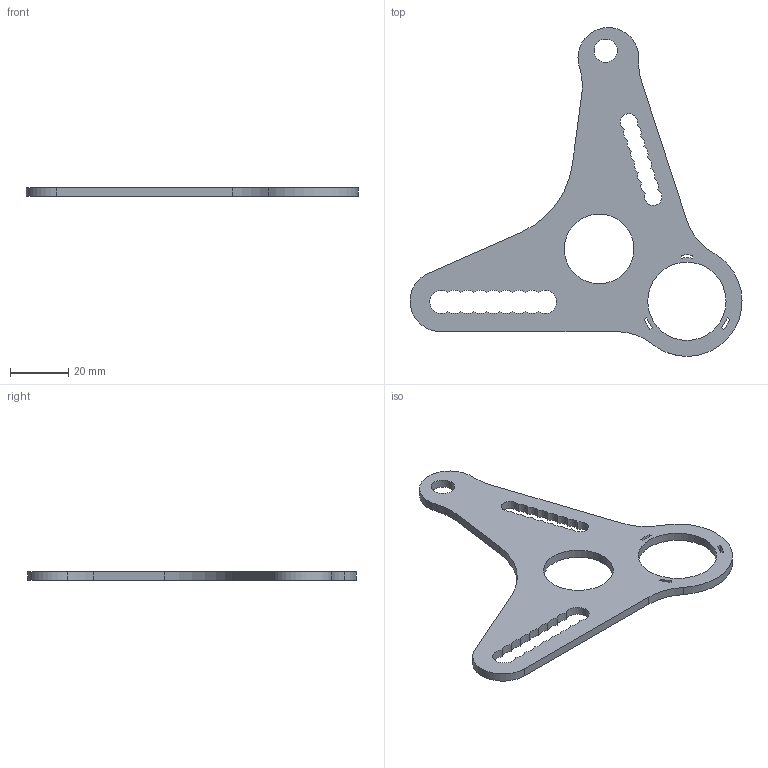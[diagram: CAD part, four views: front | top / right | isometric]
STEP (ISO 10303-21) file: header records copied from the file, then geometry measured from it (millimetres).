
FILE_DESCRIPTION(('STEP AP214'),'1');
FILE_NAME('plaque pivot.stp','2022-10-18T19:59:53',(' '),(' '),'Spatial InterOp 3D',' ',' ');
FILE_SCHEMA(('AUTOMOTIVE_DESIGN { 1 0 10303 214 1 1 1 1 }'));
Length unit declared in the file: millimetre
Products named in the file (1): plaque pivot
Bounding box: 114.48 x 113.37 x 3 mm (x, y, z)
Volume: 12345.1 mm3; surface area: 10535.9 mm2
Topology: 1 solids, 1 shells, 59 faces, 171 edges, 114 vertices
Faces by surface type: cylinder 47, plane 12
Full cylindrical faces by diameter (mm): 8 x1, 24 x1, 27 x1
Entity records: 2530 total; most frequent: DIRECTION 382, CARTESIAN_POINT 342, ORIENTED_EDGE 336, EDGE_CURVE 168, AXIS2_PLACEMENT_3D 154, VERTEX_POINT 114, CIRCLE 94, EDGE_LOOP 78
